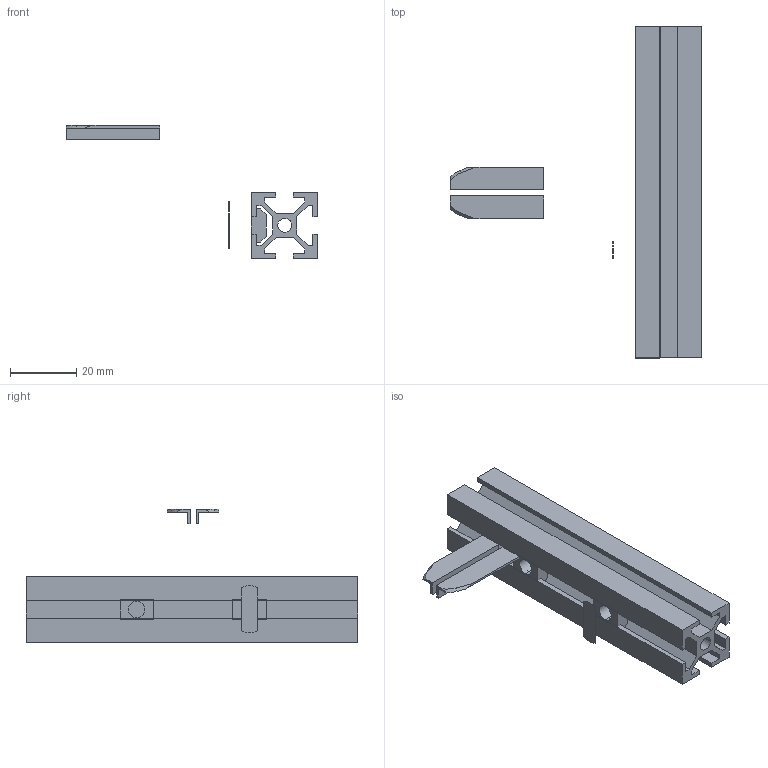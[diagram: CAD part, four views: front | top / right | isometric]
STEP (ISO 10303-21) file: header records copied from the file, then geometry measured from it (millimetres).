
FILE_DESCRIPTION(('STEP AP214'),'1');
FILE_NAME('Voron2.4BedMount_TallerV3.stp','2021-12-11T21:38:03',(' '),(' '),'Spatial InterOp 3D',' ',' ');
FILE_SCHEMA(('automotive_design'));
Length unit declared in the file: inch
Products named in the file (6): 1; 2; 3; 4; 5; 6
Bounding box: 75.85 x 100 x 40.15 mm (x, y, z)
Volume: 17913.6 mm3; surface area: 20708.7 mm2
Topology: 6 solids, 6 shells, 102 faces, 270 edges, 180 vertices
Faces by surface type: plane 92, cylinder 8, cone 2
Entity records: 4077 total; most frequent: CARTESIAN_POINT 566, ORIENTED_EDGE 540, DIRECTION 502, EDGE_CURVE 270, LINE 246, VECTOR 246, VERTEX_POINT 180, AXIS2_PLACEMENT_3D 128
